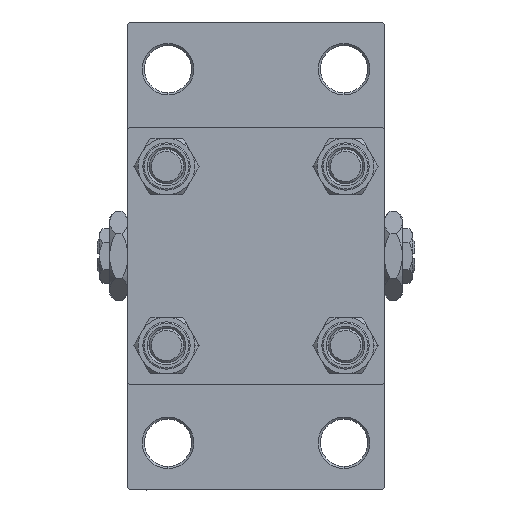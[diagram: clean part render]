
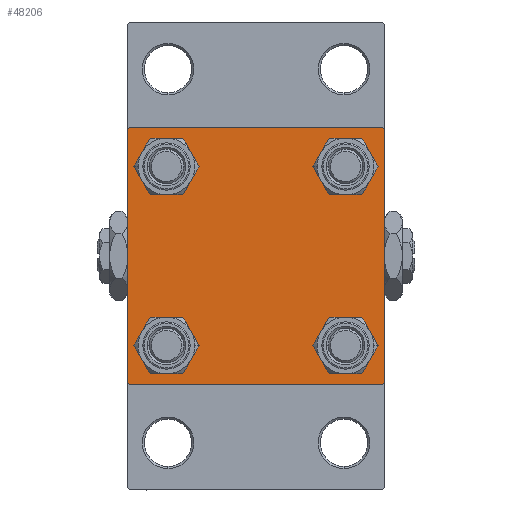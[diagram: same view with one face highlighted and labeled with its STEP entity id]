
A CAD part, left-side view. The second image highlights one B-rep face of the part: STEP entity #48206.
In plain terms, the highlighted planar face has unit normal (-1, 0, 0).
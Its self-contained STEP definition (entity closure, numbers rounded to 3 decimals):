
#64 = CIRCLE ( 'NONE', #41107, 4.5 ) ;
#85 = VERTEX_POINT ( 'NONE', #44154 ) ;
#529 = CARTESIAN_POINT ( 'NONE',  ( 0., -29.75, 29.75 ) ) ;
#865 = VERTEX_POINT ( 'NONE', #48024 ) ;
#913 = LINE ( 'NONE', #17420, #28153 ) ;
#924 = PLANE ( 'NONE',  #46776 ) ;
#1078 = EDGE_CURVE ( 'NONE', #12288, #1971, #7772, .T. ) ;
#1213 = CARTESIAN_POINT ( 'NONE',  ( 0., -20.85, -16.35 ) ) ;
#1971 = VERTEX_POINT ( 'NONE', #19156 ) ;
#2951 = VERTEX_POINT ( 'NONE', #28077 ) ;
#3351 = VECTOR ( 'NONE', #12262, 1000. ) ;
#3610 = CARTESIAN_POINT ( 'NONE',  ( 0., -20.85, 20.85 ) ) ;
#4326 = AXIS2_PLACEMENT_3D ( 'NONE', #15713, #44555, #32248 ) ;
#4579 = FACE_BOUND ( 'NONE', #45531, .T. ) ;
#4791 = CARTESIAN_POINT ( 'NONE',  ( 0., 30., 30. ) ) ;
#5119 = DIRECTION ( 'NONE',  ( 0., 0., 1. ) ) ;
#5508 = EDGE_CURVE ( 'NONE', #20124, #9603, #32550, .T. ) ;
#5669 = LINE ( 'NONE', #49729, #10691 ) ;
#5901 = ORIENTED_EDGE ( 'NONE', *, *, #10276, .T. ) ;
#6348 = LINE ( 'NONE', #26046, #30488 ) ;
#6926 = DIRECTION ( 'NONE',  ( 0., 0., 1. ) ) ;
#7056 = VECTOR ( 'NONE', #43884, 1000. ) ;
#7116 = EDGE_CURVE ( 'NONE', #2951, #40194, #14121, .T. ) ;
#7197 = EDGE_LOOP ( 'NONE', ( #25657, #34545, #10129, #46071, #27559, #48025, #10302, #17931 ) ) ;
#7772 = LINE ( 'NONE', #19584, #17244 ) ;
#7942 = CARTESIAN_POINT ( 'NONE',  ( 0., -29.5, 30. ) ) ;
#8457 = ORIENTED_EDGE ( 'NONE', *, *, #42424, .T. ) ;
#8856 = CIRCLE ( 'NONE', #38171, 4.5 ) ;
#9121 = CARTESIAN_POINT ( 'NONE',  ( 0., -30., 30. ) ) ;
#9603 = VERTEX_POINT ( 'NONE', #7942 ) ;
#10129 = ORIENTED_EDGE ( 'NONE', *, *, #1078, .T. ) ;
#10276 = EDGE_CURVE ( 'NONE', #23067, #865, #12605, .T. ) ;
#10302 = ORIENTED_EDGE ( 'NONE', *, *, #15893, .F. ) ;
#10691 = VECTOR ( 'NONE', #43138, 1000. ) ;
#11132 = EDGE_CURVE ( 'NONE', #28693, #12288, #6348, .T. ) ;
#11875 = LINE ( 'NONE', #4791, #7056 ) ;
#12262 = DIRECTION ( 'NONE',  ( 0., 0., -1. ) ) ;
#12288 = VERTEX_POINT ( 'NONE', #47238 ) ;
#12321 = EDGE_LOOP ( 'NONE', ( #48968, #39596 ) ) ;
#12605 = CIRCLE ( 'NONE', #27121, 4.5 ) ;
#12973 = CARTESIAN_POINT ( 'NONE',  ( 0., 0., 0. ) ) ;
#14121 = CIRCLE ( 'NONE', #38440, 4.5 ) ;
#15360 = EDGE_CURVE ( 'NONE', #24509, #28693, #11875, .T. ) ;
#15378 = DIRECTION ( 'NONE',  ( 0., -1., 0. ) ) ;
#15713 = CARTESIAN_POINT ( 'NONE',  ( 0., -20.85, -20.85 ) ) ;
#15778 = EDGE_CURVE ( 'NONE', #40194, #2951, #36394, .T. ) ;
#15893 = EDGE_CURVE ( 'NONE', #19929, #9603, #21395, .T. ) ;
#16411 = DIRECTION ( 'NONE',  ( 0., -1., 0. ) ) ;
#16648 = EDGE_LOOP ( 'NONE', ( #26940, #5901 ) ) ;
#17244 = VECTOR ( 'NONE', #15378, 1000. ) ;
#17420 = CARTESIAN_POINT ( 'NONE',  ( 0., -29.75, -29.75 ) ) ;
#17653 = ORIENTED_EDGE ( 'NONE', *, *, #15778, .T. ) ;
#17931 = ORIENTED_EDGE ( 'NONE', *, *, #22308, .T. ) ;
#18471 = EDGE_CURVE ( 'NONE', #41718, #46558, #39042, .T. ) ;
#18899 = DIRECTION ( 'NONE',  ( 1., 0., 0. ) ) ;
#19156 = CARTESIAN_POINT ( 'NONE',  ( 0., -29.5, -30. ) ) ;
#19584 = CARTESIAN_POINT ( 'NONE',  ( 0., 30., -30. ) ) ;
#19747 = CARTESIAN_POINT ( 'NONE',  ( 0., 20.85, 16.35 ) ) ;
#19929 = VERTEX_POINT ( 'NONE', #36529 ) ;
#20124 = VERTEX_POINT ( 'NONE', #41846 ) ;
#20360 = CARTESIAN_POINT ( 'NONE',  ( 0., 20.85, 20.85 ) ) ;
#20593 = FACE_OUTER_BOUND ( 'NONE', #7197, .T. ) ;
#21395 = LINE ( 'NONE', #32172, #47263 ) ;
#21793 = ORIENTED_EDGE ( 'NONE', *, *, #7116, .T. ) ;
#21881 = DIRECTION ( 'NONE',  ( 0., -0.707, 0.707 ) ) ;
#22308 = EDGE_CURVE ( 'NONE', #19929, #24509, #5669, .T. ) ;
#22872 = CARTESIAN_POINT ( 'NONE',  ( 0., 20.85, -20.85 ) ) ;
#23067 = VERTEX_POINT ( 'NONE', #46635 ) ;
#24509 = VERTEX_POINT ( 'NONE', #51531 ) ;
#25657 = ORIENTED_EDGE ( 'NONE', *, *, #15360, .T. ) ;
#25745 = VERTEX_POINT ( 'NONE', #34222 ) ;
#26046 = CARTESIAN_POINT ( 'NONE',  ( 0., 29.75, -29.75 ) ) ;
#26573 = VERTEX_POINT ( 'NONE', #30335 ) ;
#26940 = ORIENTED_EDGE ( 'NONE', *, *, #47935, .T. ) ;
#27121 = AXIS2_PLACEMENT_3D ( 'NONE', #34742, #50722, #6926 ) ;
#27522 = CIRCLE ( 'NONE', #40913, 4.5 ) ;
#27559 = ORIENTED_EDGE ( 'NONE', *, *, #30435, .F. ) ;
#27841 = DIRECTION ( 'NONE',  ( 0., 0.707, 0.707 ) ) ;
#28077 = CARTESIAN_POINT ( 'NONE',  ( 0., 20.85, 25.35 ) ) ;
#28153 = VECTOR ( 'NONE', #21881, 1000. ) ;
#28241 = DIRECTION ( 'NONE',  ( 0., 0., 1. ) ) ;
#28693 = VERTEX_POINT ( 'NONE', #40077 ) ;
#28750 = FACE_BOUND ( 'NONE', #48150, .T. ) ;
#29005 = AXIS2_PLACEMENT_3D ( 'NONE', #41872, #37426, #29820 ) ;
#29820 = DIRECTION ( 'NONE',  ( 0., 0., 1. ) ) ;
#30335 = CARTESIAN_POINT ( 'NONE',  ( 0., 20.85, -25.35 ) ) ;
#30435 = EDGE_CURVE ( 'NONE', #20124, #85, #48729, .T. ) ;
#30488 = VECTOR ( 'NONE', #41510, 1000. ) ;
#31184 = DIRECTION ( 'NONE',  ( 1., 0., 0. ) ) ;
#32016 = DIRECTION ( 'NONE',  ( 0., 0., 1. ) ) ;
#32152 = FACE_BOUND ( 'NONE', #12321, .T. ) ;
#32172 = CARTESIAN_POINT ( 'NONE',  ( 0., 30., 30. ) ) ;
#32248 = DIRECTION ( 'NONE',  ( 0., 0., 1. ) ) ;
#32550 = LINE ( 'NONE', #529, #48391 ) ;
#32562 = EDGE_CURVE ( 'NONE', #25745, #26573, #64, .T. ) ;
#34005 = EDGE_CURVE ( 'NONE', #46558, #41718, #42020, .T. ) ;
#34222 = CARTESIAN_POINT ( 'NONE',  ( 0., 20.85, -16.35 ) ) ;
#34545 = ORIENTED_EDGE ( 'NONE', *, *, #11132, .T. ) ;
#34742 = CARTESIAN_POINT ( 'NONE',  ( 0., -20.85, 20.85 ) ) ;
#35167 = CARTESIAN_POINT ( 'NONE',  ( 0., 20.85, -20.85 ) ) ;
#35959 = DIRECTION ( 'NONE',  ( 0., 0., 1. ) ) ;
#36089 = FACE_BOUND ( 'NONE', #16648, .T. ) ;
#36394 = CIRCLE ( 'NONE', #45593, 4.5 ) ;
#36529 = CARTESIAN_POINT ( 'NONE',  ( 0., 29.5, 30. ) ) ;
#37426 = DIRECTION ( 'NONE',  ( 1., 0., 0. ) ) ;
#38171 = AXIS2_PLACEMENT_3D ( 'NONE', #35167, #18899, #32016 ) ;
#38440 = AXIS2_PLACEMENT_3D ( 'NONE', #44080, #47752, #35959 ) ;
#39031 = DIRECTION ( 'NONE',  ( 0., 0., 1. ) ) ;
#39042 = CIRCLE ( 'NONE', #29005, 4.5 ) ;
#39091 = EDGE_CURVE ( 'NONE', #1971, #85, #913, .T. ) ;
#39390 = DIRECTION ( 'NONE',  ( 0., 0., 1. ) ) ;
#39596 = ORIENTED_EDGE ( 'NONE', *, *, #34005, .T. ) ;
#40077 = CARTESIAN_POINT ( 'NONE',  ( 0., 30., -29.5 ) ) ;
#40194 = VERTEX_POINT ( 'NONE', #19747 ) ;
#40809 = DIRECTION ( 'NONE',  ( 1., 0., 0. ) ) ;
#40913 = AXIS2_PLACEMENT_3D ( 'NONE', #3610, #31184, #39031 ) ;
#41107 = AXIS2_PLACEMENT_3D ( 'NONE', #22872, #47236, #39390 ) ;
#41510 = DIRECTION ( 'NONE',  ( 0., -0.707, -0.707 ) ) ;
#41718 = VERTEX_POINT ( 'NONE', #1213 ) ;
#41846 = CARTESIAN_POINT ( 'NONE',  ( 0., -30., 29.5 ) ) ;
#41872 = CARTESIAN_POINT ( 'NONE',  ( 0., -20.85, -20.85 ) ) ;
#42020 = CIRCLE ( 'NONE', #4326, 4.5 ) ;
#42424 = EDGE_CURVE ( 'NONE', #26573, #25745, #8856, .T. ) ;
#43138 = DIRECTION ( 'NONE',  ( 0., 0.707, -0.707 ) ) ;
#43884 = DIRECTION ( 'NONE',  ( 0., 0., -1. ) ) ;
#44080 = CARTESIAN_POINT ( 'NONE',  ( 0., 20.85, 20.85 ) ) ;
#44154 = CARTESIAN_POINT ( 'NONE',  ( 0., -30., -29.5 ) ) ;
#44464 = DIRECTION ( 'NONE',  ( -1., 0., 0. ) ) ;
#44555 = DIRECTION ( 'NONE',  ( 1., 0., 0. ) ) ;
#45531 = EDGE_LOOP ( 'NONE', ( #21793, #17653 ) ) ;
#45593 = AXIS2_PLACEMENT_3D ( 'NONE', #20360, #40809, #28241 ) ;
#46071 = ORIENTED_EDGE ( 'NONE', *, *, #39091, .T. ) ;
#46558 = VERTEX_POINT ( 'NONE', #48302 ) ;
#46635 = CARTESIAN_POINT ( 'NONE',  ( 0., -20.85, 16.35 ) ) ;
#46776 = AXIS2_PLACEMENT_3D ( 'NONE', #12973, #44464, #5119 ) ;
#47236 = DIRECTION ( 'NONE',  ( 1., 0., 0. ) ) ;
#47238 = CARTESIAN_POINT ( 'NONE',  ( 0., 29.5, -30. ) ) ;
#47263 = VECTOR ( 'NONE', #16411, 1000. ) ;
#47752 = DIRECTION ( 'NONE',  ( 1., 0., 0. ) ) ;
#47935 = EDGE_CURVE ( 'NONE', #865, #23067, #27522, .T. ) ;
#48024 = CARTESIAN_POINT ( 'NONE',  ( 0., -20.85, 25.35 ) ) ;
#48025 = ORIENTED_EDGE ( 'NONE', *, *, #5508, .T. ) ;
#48150 = EDGE_LOOP ( 'NONE', ( #49279, #8457 ) ) ;
#48206 = ADVANCED_FACE ( 'NONE', ( #36089, #32152, #28750, #4579, #20593 ), #924, .T. ) ;
#48302 = CARTESIAN_POINT ( 'NONE',  ( 0., -20.85, -25.35 ) ) ;
#48391 = VECTOR ( 'NONE', #27841, 1000. ) ;
#48729 = LINE ( 'NONE', #9121, #3351 ) ;
#48968 = ORIENTED_EDGE ( 'NONE', *, *, #18471, .T. ) ;
#49279 = ORIENTED_EDGE ( 'NONE', *, *, #32562, .T. ) ;
#49729 = CARTESIAN_POINT ( 'NONE',  ( 0., 29.75, 29.75 ) ) ;
#50722 = DIRECTION ( 'NONE',  ( 1., 0., 0. ) ) ;
#51531 = CARTESIAN_POINT ( 'NONE',  ( 0., 30., 29.5 ) ) ;
